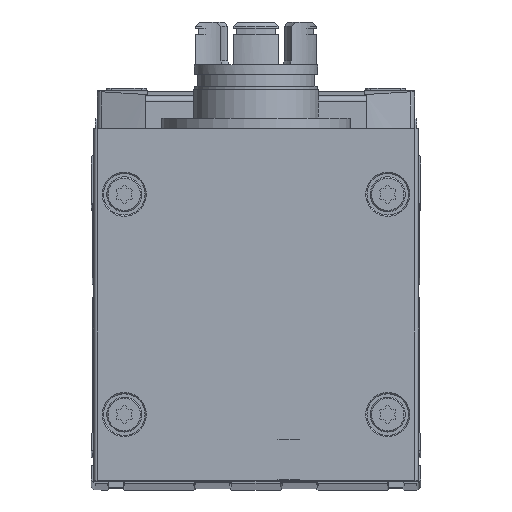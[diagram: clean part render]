
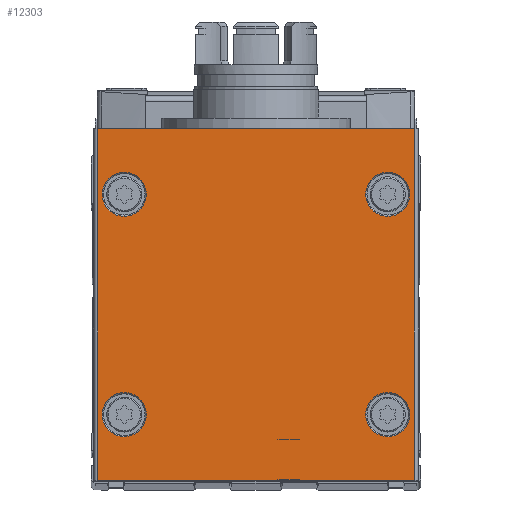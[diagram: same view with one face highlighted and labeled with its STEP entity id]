
A CAD part, top view. The second image highlights one B-rep face of the part: STEP entity #12303.
In plain terms, the highlighted planar face has unit normal (0, 0, 1).
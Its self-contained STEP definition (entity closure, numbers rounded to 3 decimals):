
#653=LINE('',#20571,#1671);
#654=LINE('',#20583,#1672);
#655=LINE('',#20585,#1673);
#656=LINE('',#20587,#1674);
#1671=VECTOR('',#16457,1000.);
#1672=VECTOR('',#16470,1000.);
#1673=VECTOR('',#16471,1000.);
#1674=VECTOR('',#16472,1000.);
#2862=ORIENTED_EDGE('',*,*,#6462,.T.);
#2863=ORIENTED_EDGE('',*,*,#6463,.T.);
#2864=ORIENTED_EDGE('',*,*,#6464,.T.);
#2865=ORIENTED_EDGE('',*,*,#6465,.T.);
#2866=ORIENTED_EDGE('',*,*,#6466,.T.);
#2867=ORIENTED_EDGE('',*,*,#6467,.F.);
#2868=ORIENTED_EDGE('',*,*,#6468,.F.);
#2869=ORIENTED_EDGE('',*,*,#6460,.T.);
#6460=EDGE_CURVE('',#8251,#8250,#653,.T.);
#6462=EDGE_CURVE('',#8252,#8252,#9369,.T.);
#6463=EDGE_CURVE('',#8253,#8253,#9370,.T.);
#6464=EDGE_CURVE('',#8254,#8254,#9371,.T.);
#6465=EDGE_CURVE('',#8255,#8255,#9372,.T.);
#6466=EDGE_CURVE('',#8250,#8256,#654,.T.);
#6467=EDGE_CURVE('',#8257,#8256,#655,.T.);
#6468=EDGE_CURVE('',#8251,#8257,#656,.T.);
#8250=VERTEX_POINT('',#20570);
#8251=VERTEX_POINT('',#20572);
#8252=VERTEX_POINT('',#20576);
#8253=VERTEX_POINT('',#20578);
#8254=VERTEX_POINT('',#20580);
#8255=VERTEX_POINT('',#20582);
#8256=VERTEX_POINT('',#20584);
#8257=VERTEX_POINT('',#20586);
#9369=CIRCLE('',#14614,5.35);
#9370=CIRCLE('',#14615,5.35);
#9371=CIRCLE('',#14616,5.35);
#9372=CIRCLE('',#14617,5.35);
#10005=EDGE_LOOP('',(#2862));
#10006=EDGE_LOOP('',(#2863));
#10007=EDGE_LOOP('',(#2864));
#10008=EDGE_LOOP('',(#2865));
#10009=EDGE_LOOP('',(#2866,#2867,#2868,#2869));
#10978=FACE_BOUND('',#10005,.T.);
#10979=FACE_BOUND('',#10006,.T.);
#10980=FACE_BOUND('',#10007,.T.);
#10981=FACE_BOUND('',#10008,.T.);
#10982=FACE_BOUND('',#10009,.T.);
#11937=PLANE('',#14613);
#12303=ADVANCED_FACE('',(#10978,#10979,#10980,#10981,#10982),#11937,.F.);
#14613=AXIS2_PLACEMENT_3D('',#20574,#16460,#16461);
#14614=AXIS2_PLACEMENT_3D('',#20575,#16462,#16463);
#14615=AXIS2_PLACEMENT_3D('',#20577,#16464,#16465);
#14616=AXIS2_PLACEMENT_3D('',#20579,#16466,#16467);
#14617=AXIS2_PLACEMENT_3D('',#20581,#16468,#16469);
#16457=DIRECTION('',(0.,-1.,0.));
#16460=DIRECTION('',(0.,0.,-1.));
#16461=DIRECTION('',(-1.,0.,0.));
#16462=DIRECTION('',(0.,0.,-1.));
#16463=DIRECTION('',(-1.,0.,0.));
#16464=DIRECTION('',(0.,0.,-1.));
#16465=DIRECTION('',(-1.,0.,0.));
#16466=DIRECTION('',(0.,0.,-1.));
#16467=DIRECTION('',(-1.,0.,0.));
#16468=DIRECTION('',(0.,0.,-1.));
#16469=DIRECTION('',(-1.,0.,0.));
#16470=DIRECTION('',(1.,0.,0.));
#16471=DIRECTION('',(0.,-1.,0.));
#16472=DIRECTION('',(1.,0.,0.));
#20570=CARTESIAN_POINT('',(-38.5,0.,87.));
#20571=CARTESIAN_POINT('',(-38.5,85.5,87.));
#20572=CARTESIAN_POINT('',(-38.5,85.5,87.));
#20574=CARTESIAN_POINT('',(-38.5,85.5,87.));
#20575=CARTESIAN_POINT('',(32.,16.,87.));
#20576=CARTESIAN_POINT('',(26.65,16.,87.));
#20577=CARTESIAN_POINT('',(32.,69.5,87.));
#20578=CARTESIAN_POINT('',(26.65,69.5,87.));
#20579=CARTESIAN_POINT('',(-32.,16.,87.));
#20580=CARTESIAN_POINT('',(-37.35,16.,87.));
#20581=CARTESIAN_POINT('',(-32.,69.5,87.));
#20582=CARTESIAN_POINT('',(-37.35,69.5,87.));
#20583=CARTESIAN_POINT('',(-38.5,0.,87.));
#20584=CARTESIAN_POINT('',(38.5,0.,87.));
#20585=CARTESIAN_POINT('',(38.5,85.5,87.));
#20586=CARTESIAN_POINT('',(38.5,85.5,87.));
#20587=CARTESIAN_POINT('',(-38.5,85.5,87.));
